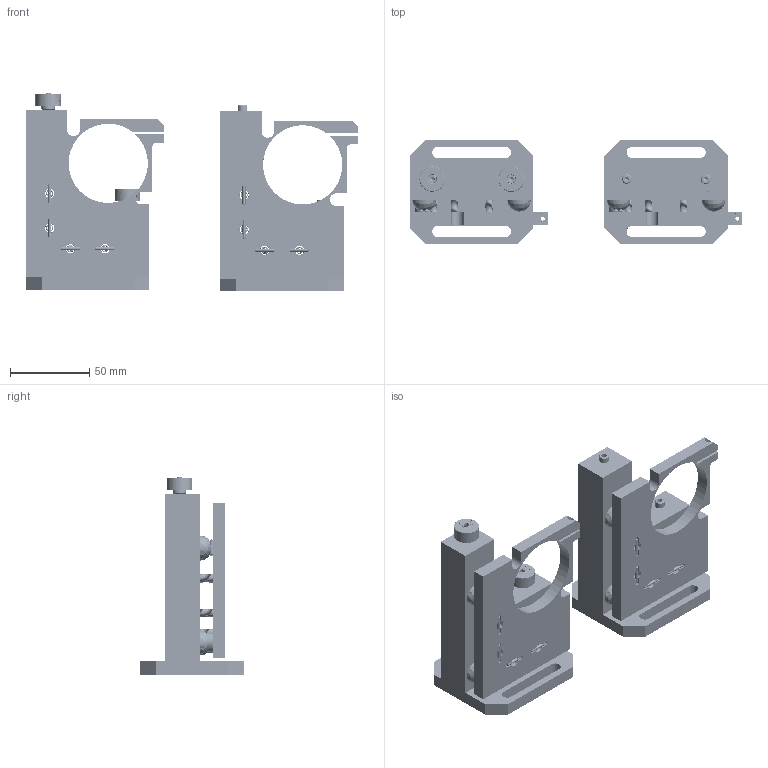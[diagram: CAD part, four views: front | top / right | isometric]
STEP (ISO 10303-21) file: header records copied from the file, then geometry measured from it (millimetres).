
FILE_DESCRIPTION(/* description */ (''),/* implementation_level */ '2;1');
FILE_NAME(/* name */ 'MMB-TR50',/* time_stamp */ '2021-08-20T15:00:31+03:00',/* author */ (''),/* organization */ (''),/* preprocessor_version */ 'ST-DEVELOPER v15',/* originating_system */ '',/* authorisation */ '');
FILE_SCHEMA (('AUTOMOTIVE_DESIGN'));
Products named in the file (19): Document; Document8; MMB-T507; MMB-T50_Substitute_1; Block 011; Block 022; Block 033; Block 044; Block 055; Block 066; MMB-T50; MMB-T50_Substitute_2; Block 01; Block 02; Block 03; Block 04; Block 05; Block 06
Assembly tree (18 placements, depth 5):
  Document
    Document8
      MMB-T507
        MMB-T50_Substitute_1
          Block 011
          Block 022
          Block 033
          Block 044
          Block 055
          Block 066
    Document
      MMB-T50
        MMB-T50_Substitute_2
          Block 01
          Block 02
          Block 03
          Block 04
          Block 05
          Block 06
Bounding box: 210 x 66 x 125.72 mm (x, y, z)
Volume: 361459.8 mm3; surface area: 133623.3 mm2
Topology: 87 solids, 150 shells, 1677 faces, 4797 edges, 3040 vertices
Faces by surface type: bspline 1677
Entity records: 327910 total; most frequent: CARTESIAN_POINT 270581, B_SPLINE_CURVE_WITH_KNOTS 10369, ORIENTED_EDGE 8775, PCURVE 8775, DEFINITIONAL_REPRESENTATION 8775, SURFACE_CURVE 4649, EDGE_CURVE 4649, VERTEX_POINT 3016
